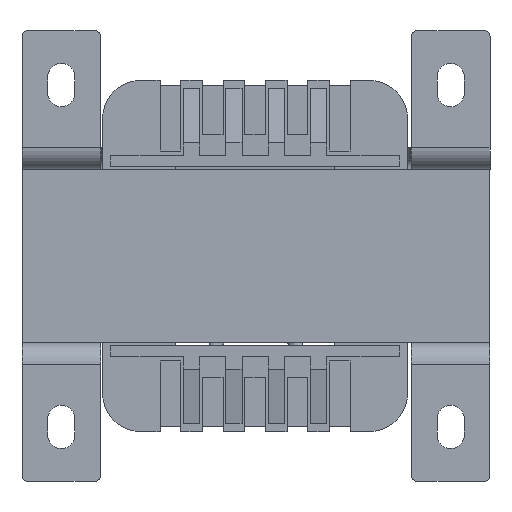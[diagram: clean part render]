
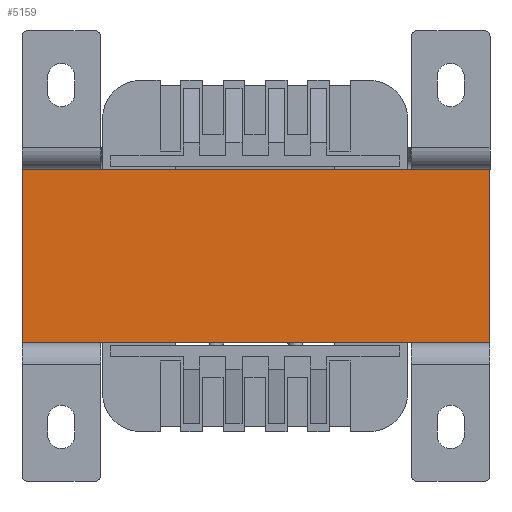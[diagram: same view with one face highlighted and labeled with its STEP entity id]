
A CAD part, front view. The second image highlights one B-rep face of the part: STEP entity #5159.
In plain terms, the highlighted planar face has unit normal (0, -1, 0).
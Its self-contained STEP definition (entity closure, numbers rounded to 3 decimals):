
#16 = EDGE_CURVE ( 'NONE', #3178, #1534, #5802, .T. ) ;
#157 = VECTOR ( 'NONE', #4157, 1000. ) ;
#385 = DIRECTION ( 'NONE',  ( 0., 0., 1. ) ) ;
#580 = CARTESIAN_POINT ( 'NONE',  ( 0., 0., 32. ) ) ;
#1472 = CARTESIAN_POINT ( 'NONE',  ( 86.2, 0., 0. ) ) ;
#1488 = DIRECTION ( 'NONE',  ( 1., 0., 0. ) ) ;
#1534 = VERTEX_POINT ( 'NONE', #7178 ) ;
#1831 = VECTOR ( 'NONE', #8527, 1000. ) ;
#1970 = VERTEX_POINT ( 'NONE', #1472 ) ;
#2083 = CARTESIAN_POINT ( 'NONE',  ( 0., 0., 32. ) ) ;
#2392 = DIRECTION ( 'NONE',  ( 0., 1., 0. ) ) ;
#3002 = LINE ( 'NONE', #6282, #157 ) ;
#3155 = ORIENTED_EDGE ( 'NONE', *, *, #16, .F. ) ;
#3178 = VERTEX_POINT ( 'NONE', #580 ) ;
#3389 = EDGE_CURVE ( 'NONE', #1534, #1970, #3002, .T. ) ;
#3576 = CARTESIAN_POINT ( 'NONE',  ( 0., 0., 32. ) ) ;
#4157 = DIRECTION ( 'NONE',  ( 0., 0., -1. ) ) ;
#4731 = LINE ( 'NONE', #8780, #5540 ) ;
#5069 = EDGE_CURVE ( 'NONE', #10821, #1970, #4731, .T. ) ;
#5159 = ADVANCED_FACE ( 'NONE', ( #10740 ), #9899, .F. ) ;
#5540 = VECTOR ( 'NONE', #1488, 1000. ) ;
#5802 = LINE ( 'NONE', #2083, #1831 ) ;
#6168 = LINE ( 'NONE', #3576, #10836 ) ;
#6282 = CARTESIAN_POINT ( 'NONE',  ( 86.2, 0., 32. ) ) ;
#7051 = DIRECTION ( 'NONE',  ( 0., 0., -1. ) ) ;
#7083 = ORIENTED_EDGE ( 'NONE', *, *, #5069, .T. ) ;
#7178 = CARTESIAN_POINT ( 'NONE',  ( 86.2, 0., 32. ) ) ;
#8527 = DIRECTION ( 'NONE',  ( 1., 0., 0. ) ) ;
#8780 = CARTESIAN_POINT ( 'NONE',  ( 0., 0., 0. ) ) ;
#9899 = PLANE ( 'NONE',  #12051 ) ;
#9947 = CARTESIAN_POINT ( 'NONE',  ( 0., 0., 32. ) ) ;
#9951 = CARTESIAN_POINT ( 'NONE',  ( 0., 0., 0. ) ) ;
#10740 = FACE_OUTER_BOUND ( 'NONE', #11613, .T. ) ;
#10821 = VERTEX_POINT ( 'NONE', #9951 ) ;
#10836 = VECTOR ( 'NONE', #7051, 1000. ) ;
#11522 = ORIENTED_EDGE ( 'NONE', *, *, #3389, .F. ) ;
#11613 = EDGE_LOOP ( 'NONE', ( #7083, #11522, #3155, #11811 ) ) ;
#11811 = ORIENTED_EDGE ( 'NONE', *, *, #13213, .T. ) ;
#12051 = AXIS2_PLACEMENT_3D ( 'NONE', #9947, #2392, #385 ) ;
#13213 = EDGE_CURVE ( 'NONE', #3178, #10821, #6168, .T. ) ;
